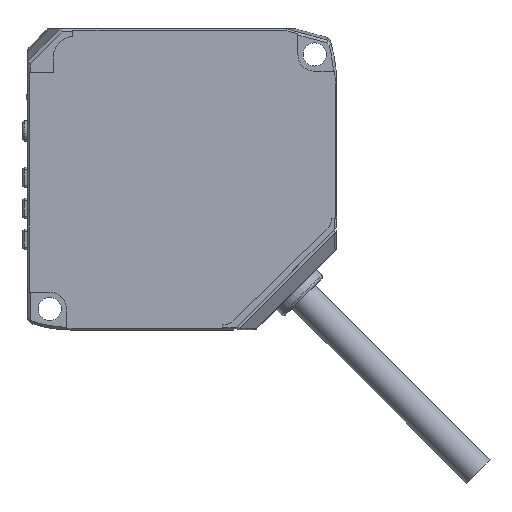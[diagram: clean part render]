
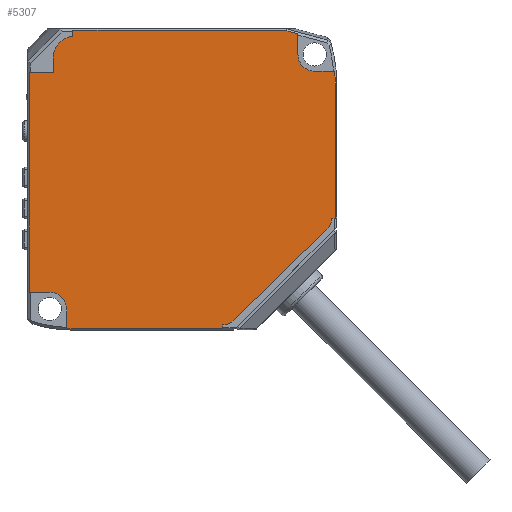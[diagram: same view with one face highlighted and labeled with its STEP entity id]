
A CAD part, left-side view. The second image highlights one B-rep face of the part: STEP entity #5307.
In plain terms, the highlighted planar face has unit normal (-1, 0, 0).
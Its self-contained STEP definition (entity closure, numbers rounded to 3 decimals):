
#4181=LINE('',#16308,#4811);
#4184=LINE('',#16316,#4814);
#4187=LINE('',#16322,#4817);
#4188=LINE('',#16324,#4818);
#4191=LINE('',#16330,#4821);
#4194=LINE('',#16338,#4824);
#4196=LINE('',#16344,#4826);
#4198=LINE('',#16355,#4828);
#4199=LINE('',#16357,#4829);
#4200=LINE('',#16359,#4830);
#4203=LINE('',#16375,#4833);
#4207=LINE('',#16404,#4837);
#4225=LINE('',#16563,#4855);
#4232=LINE('',#16582,#4862);
#4236=LINE('',#16594,#4866);
#4237=LINE('',#16596,#4867);
#4238=LINE('',#16599,#4868);
#4811=VECTOR('',#12541,1.);
#4814=VECTOR('',#12550,1.);
#4817=VECTOR('',#12555,1.);
#4818=VECTOR('',#12558,1.);
#4821=VECTOR('',#12563,1.);
#4824=VECTOR('',#12572,1.);
#4826=VECTOR('',#12580,1.);
#4828=VECTOR('',#12584,1.);
#4829=VECTOR('',#12587,1.);
#4830=VECTOR('',#12588,1.);
#4833=VECTOR('',#12593,1.);
#4837=VECTOR('',#12611,1.);
#4855=VECTOR('',#12673,1.);
#4862=VECTOR('',#12688,1.);
#4866=VECTOR('',#12700,1.);
#4867=VECTOR('',#12703,1.);
#4868=VECTOR('',#12706,1.);
#5307=ADVANCED_FACE('',(#5917),#5548,.T.);
#5548=PLANE('',#11121);
#5917=FACE_OUTER_BOUND('',#6377,.T.);
#6377=EDGE_LOOP('',(#8373,#8374,#8375,#8376,#8377,#8378,#8379,#8380,#8381,
#8382,#8383,#8384,#8385,#8386,#8387,#8388,#8389,#8390,#8391,#8392,#8393,
#8394,#8395,#8396,#8397));
#8373=ORIENTED_EDGE('',*,*,#10359,.F.);
#8374=ORIENTED_EDGE('',*,*,#10360,.F.);
#8375=ORIENTED_EDGE('',*,*,#10365,.F.);
#8376=ORIENTED_EDGE('',*,*,#10366,.T.);
#8377=ORIENTED_EDGE('',*,*,#10367,.T.);
#8378=ORIENTED_EDGE('',*,*,#10317,.T.);
#8379=ORIENTED_EDGE('',*,*,#10311,.T.);
#8380=ORIENTED_EDGE('',*,*,#10307,.T.);
#8381=ORIENTED_EDGE('',*,*,#10302,.T.);
#8382=ORIENTED_EDGE('',*,*,#10301,.T.);
#8383=ORIENTED_EDGE('',*,*,#10300,.T.);
#8384=ORIENTED_EDGE('',*,*,#10297,.F.);
#8385=ORIENTED_EDGE('',*,*,#10296,.F.);
#8386=ORIENTED_EDGE('',*,*,#10294,.F.);
#8387=ORIENTED_EDGE('',*,*,#10292,.F.);
#8388=ORIENTED_EDGE('',*,*,#10290,.F.);
#8389=ORIENTED_EDGE('',*,*,#10287,.F.);
#8390=ORIENTED_EDGE('',*,*,#10286,.T.);
#8391=ORIENTED_EDGE('',*,*,#10283,.T.);
#8392=ORIENTED_EDGE('',*,*,#10282,.T.);
#8393=ORIENTED_EDGE('',*,*,#10279,.T.);
#8394=ORIENTED_EDGE('',*,*,#10349,.T.);
#8395=ORIENTED_EDGE('',*,*,#10368,.T.);
#8396=ORIENTED_EDGE('',*,*,#10350,.F.);
#8397=ORIENTED_EDGE('',*,*,#10356,.F.);
#9252=VERTEX_POINT('',#16307);
#9253=VERTEX_POINT('',#16309);
#9254=VERTEX_POINT('',#16313);
#9255=VERTEX_POINT('',#16317);
#9256=VERTEX_POINT('',#16321);
#9257=VERTEX_POINT('',#16325);
#9258=VERTEX_POINT('',#16329);
#9259=VERTEX_POINT('',#16333);
#9260=VERTEX_POINT('',#16337);
#9261=VERTEX_POINT('',#16341);
#9262=VERTEX_POINT('',#16345);
#9263=VERTEX_POINT('',#16354);
#9264=VERTEX_POINT('',#16358);
#9265=VERTEX_POINT('',#16360);
#9269=VERTEX_POINT('',#16376);
#9270=VERTEX_POINT('',#16380);
#9275=VERTEX_POINT('',#16405);
#9295=VERTEX_POINT('',#16560);
#9296=VERTEX_POINT('',#16564);
#9297=VERTEX_POINT('',#16565);
#9301=VERTEX_POINT('',#16575);
#9303=VERTEX_POINT('',#16581);
#9304=VERTEX_POINT('',#16585);
#9307=VERTEX_POINT('',#16593);
#9308=VERTEX_POINT('',#16597);
#10279=EDGE_CURVE('',#9253,#9252,#4181,.T.);
#10282=EDGE_CURVE('',#9254,#9253,#10604,.T.);
#10283=EDGE_CURVE('',#9255,#9254,#4184,.T.);
#10286=EDGE_CURVE('',#9256,#9255,#4187,.T.);
#10287=EDGE_CURVE('',#9256,#9257,#4188,.T.);
#10290=EDGE_CURVE('',#9257,#9258,#4191,.T.);
#10292=EDGE_CURVE('',#9258,#9259,#10605,.T.);
#10294=EDGE_CURVE('',#9259,#9260,#4194,.T.);
#10296=EDGE_CURVE('',#9260,#9261,#10606,.T.);
#10297=EDGE_CURVE('',#9261,#9262,#4196,.T.);
#10300=EDGE_CURVE('',#9263,#9262,#4198,.T.);
#10301=EDGE_CURVE('',#9264,#9263,#4199,.T.);
#10302=EDGE_CURVE('',#9265,#9264,#4200,.T.);
#10307=EDGE_CURVE('',#9269,#9265,#4203,.T.);
#10311=EDGE_CURVE('',#9270,#9269,#10608,.T.);
#10317=EDGE_CURVE('',#9275,#9270,#4207,.T.);
#10349=EDGE_CURVE('',#9252,#9295,#10620,.T.);
#10350=EDGE_CURVE('',#9296,#9297,#4225,.T.);
#10356=EDGE_CURVE('',#9301,#9296,#10622,.T.);
#10359=EDGE_CURVE('',#9303,#9301,#4232,.T.);
#10360=EDGE_CURVE('',#9304,#9303,#10623,.T.);
#10365=EDGE_CURVE('',#9307,#9304,#4236,.T.);
#10366=EDGE_CURVE('',#9307,#9308,#4237,.T.);
#10367=EDGE_CURVE('',#9308,#9275,#10625,.T.);
#10368=EDGE_CURVE('',#9295,#9297,#4238,.T.);
#10604=CIRCLE('',#11068,3.25);
#10605=CIRCLE('',#11074,3.);
#10606=CIRCLE('',#11077,3.);
#10608=CIRCLE('',#11084,3.25);
#10620=CIRCLE('',#11109,24.533);
#10622=CIRCLE('',#11113,3.);
#10623=CIRCLE('',#11116,3.);
#10625=CIRCLE('',#11120,30.95);
#11068=AXIS2_PLACEMENT_3D('',#16314,#12546,#12547);
#11074=AXIS2_PLACEMENT_3D('',#16334,#12567,#12568);
#11077=AXIS2_PLACEMENT_3D('',#16342,#12576,#12577);
#11084=AXIS2_PLACEMENT_3D('',#16383,#12600,#12601);
#11109=AXIS2_PLACEMENT_3D('',#16561,#12669,#12670);
#11113=AXIS2_PLACEMENT_3D('',#16576,#12682,#12683);
#11116=AXIS2_PLACEMENT_3D('',#16584,#12691,#12692);
#11120=AXIS2_PLACEMENT_3D('',#16598,#12704,#12705);
#11121=AXIS2_PLACEMENT_3D('',#16600,#12707,#12708);
#12541=DIRECTION('',(0.,0.,-1.));
#12546=DIRECTION('',(1.,0.,0.));
#12547=DIRECTION('',(0.,0.,-1.));
#12550=DIRECTION('',(0.,-1.,0.));
#12555=DIRECTION('',(0.,0.,-1.));
#12558=DIRECTION('',(0.,-1.,0.));
#12563=DIRECTION('',(0.,0.,1.));
#12567=DIRECTION('',(1.,0.,0.));
#12568=DIRECTION('',(0.,0.,-1.));
#12572=DIRECTION('',(0.,-0.707,0.707));
#12576=DIRECTION('',(1.,0.,0.));
#12577=DIRECTION('',(0.,0.,-1.));
#12580=DIRECTION('',(0.,0.,1.));
#12584=DIRECTION('',(0.,1.,0.));
#12587=DIRECTION('',(0.,0.966,0.259));
#12588=DIRECTION('',(0.,0.966,0.259));
#12593=DIRECTION('',(0.,0.,1.));
#12600=DIRECTION('',(1.,0.,0.));
#12601=DIRECTION('',(0.,0.,-1.));
#12611=DIRECTION('',(0.,1.,0.));
#12669=DIRECTION('',(-1.,0.,0.));
#12670=DIRECTION('',(0.,0.,1.));
#12673=DIRECTION('',(0.,0.,-1.));
#12682=DIRECTION('',(1.,0.,0.));
#12683=DIRECTION('',(0.,0.,-1.));
#12688=DIRECTION('',(0.,0.716,-0.698));
#12691=DIRECTION('',(1.,0.,0.));
#12692=DIRECTION('',(0.,0.,-1.));
#12700=DIRECTION('',(0.,1.,0.));
#12703=DIRECTION('',(0.,0.,1.));
#12704=DIRECTION('',(-1.,0.,0.));
#12705=DIRECTION('',(0.,0.,1.));
#12706=DIRECTION('',(0.,-1.,0.));
#12707=DIRECTION('',(-1.,0.,0.));
#12708=DIRECTION('',(0.,0.,-1.));
#16307=CARTESIAN_POINT('',(-10.2,5.7,-54.182));
#16308=CARTESIAN_POINT('',(-10.2,5.7,-50.4));
#16309=CARTESIAN_POINT('',(-10.2,5.7,-50.4));
#16313=CARTESIAN_POINT('',(-10.2,8.95,-47.15));
#16314=CARTESIAN_POINT('',(-10.2,8.95,-50.4));
#16316=CARTESIAN_POINT('',(-10.2,13.25,-47.15));
#16317=CARTESIAN_POINT('',(-10.2,12.95,-47.15));
#16321=CARTESIAN_POINT('',(-10.2,12.95,-4.5));
#16322=CARTESIAN_POINT('',(-10.2,12.95,1.5));
#16324=CARTESIAN_POINT('',(-10.2,8.25,-4.5));
#16325=CARTESIAN_POINT('',(-10.2,8.25,-4.5));
#16329=CARTESIAN_POINT('',(-10.2,8.25,-1.288));
#16330=CARTESIAN_POINT('',(-10.2,8.25,-40.425));
#16333=CARTESIAN_POINT('',(-10.2,7.371,0.833));
#16334=CARTESIAN_POINT('',(-10.2,5.25,-1.288));
#16337=CARTESIAN_POINT('',(-10.2,6.583,1.621));
#16338=CARTESIAN_POINT('',(-10.2,11.977,-3.773));
#16341=CARTESIAN_POINT('',(-10.2,4.462,2.5));
#16342=CARTESIAN_POINT('',(-10.2,4.462,-0.5));
#16344=CARTESIAN_POINT('',(-10.2,4.462,4.));
#16345=CARTESIAN_POINT('',(-10.2,4.462,3.7));
#16354=CARTESIAN_POINT('',(-10.2,-36.586,3.7));
#16355=CARTESIAN_POINT('',(-10.2,-46.75,3.7));
#16357=CARTESIAN_POINT('',(-10.2,-36.832,3.634));
#16358=CARTESIAN_POINT('',(-10.2,-37.077,3.568));
#16359=CARTESIAN_POINT('',(-10.2,-38.139,3.284));
#16360=CARTESIAN_POINT('',(-10.2,-39.2,3.));
#16375=CARTESIAN_POINT('',(-10.2,-39.2,2.5));
#16376=CARTESIAN_POINT('',(-10.2,-39.2,-1.));
#16380=CARTESIAN_POINT('',(-10.2,-42.45,-4.25));
#16383=CARTESIAN_POINT('',(-10.2,-42.45,-1.));
#16404=CARTESIAN_POINT('',(-10.2,-46.75,-4.25));
#16405=CARTESIAN_POINT('',(-10.2,-46.328,-4.25));
#16560=CARTESIAN_POINT('',(-10.2,4.75,-54.2));
#16561=CARTESIAN_POINT('',(-10.2,4.75,-29.667));
#16563=CARTESIAN_POINT('',(-10.2,-24.596,-54.5));
#16564=CARTESIAN_POINT('',(-10.2,-24.596,-53.5));
#16565=CARTESIAN_POINT('',(-10.2,-24.596,-54.2));
#16575=CARTESIAN_POINT('',(-10.2,-26.69,-52.649));
#16576=CARTESIAN_POINT('',(-10.2,-24.596,-50.5));
#16581=CARTESIAN_POINT('',(-10.2,-44.843,-34.966));
#16582=CARTESIAN_POINT('',(-10.2,-45.87,-33.966));
#16584=CARTESIAN_POINT('',(-10.2,-42.75,-32.817));
#16585=CARTESIAN_POINT('',(-10.2,-45.75,-32.817));
#16593=CARTESIAN_POINT('',(-10.2,-46.45,-32.817));
#16594=CARTESIAN_POINT('',(-10.2,-45.75,-32.817));
#16596=CARTESIAN_POINT('',(-10.2,-46.45,1.5));
#16597=CARTESIAN_POINT('',(-10.2,-46.45,-7.));
#16598=CARTESIAN_POINT('',(-10.2,-15.5,-7.));
#16599=CARTESIAN_POINT('',(-10.2,-46.75,-54.2));
#16600=CARTESIAN_POINT('',(-10.2,-46.75,1.5));
